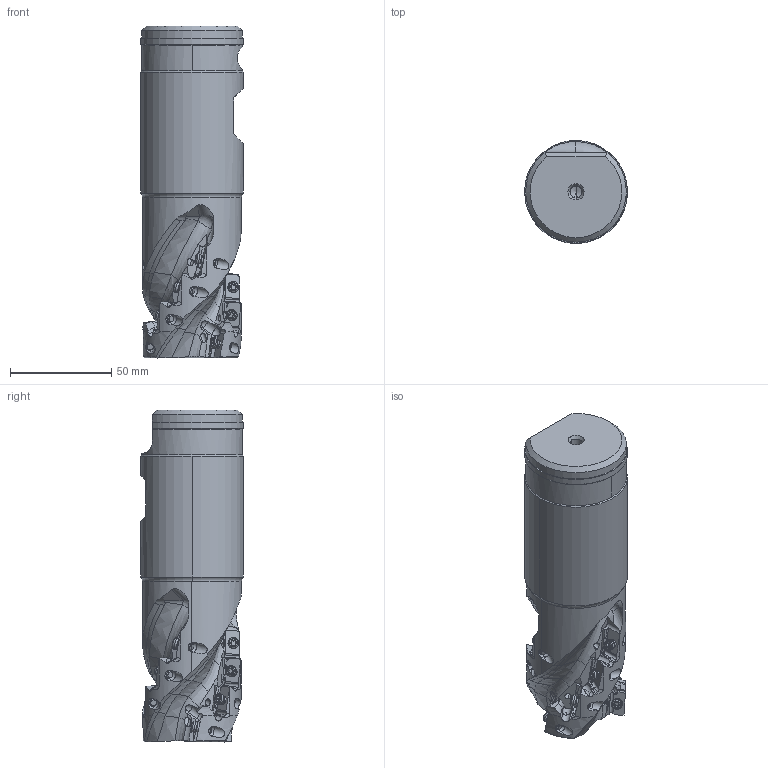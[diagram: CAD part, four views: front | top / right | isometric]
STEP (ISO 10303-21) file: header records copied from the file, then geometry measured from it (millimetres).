
FILE_DESCRIPTION(/* description */ (''),/* implementation_level */ '2;1');
FILE_NAME(/* name */ 'APX4KUR3212WA32S35A.stp',/* time_stamp */ '2021-09-08T11:42:52+09:00',/* author */ (''),/* organization */ (''),/* preprocessor_version */ 'ST-DEVELOPER v16',/* originating_system */ 'SIEMENS PLM Software NX 10.0',/* authorisation */ '');
FILE_SCHEMA (('AUTOMOTIVE_DESIGN { 1 0 10303 214 3 1 1 1 }'));
Products named in the file (1): APX4KUR3212WA32S35A_ASM_9_ASM_1_ASM
Bounding box: 50.8 x 50.8 x 164.1 mm (x, y, z)
Volume: 263858.9 mm3; surface area: 38271.9 mm2
Topology: 13 solids, 13 shells, 1009 faces, 3092 edges, 2135 vertices
Faces by surface type: cylinder 434, plane 341, cone 120, bspline 60, sphere 27, torus 27
Entity records: 50936 total; most frequent: CARTESIAN_POINT 23076, ORIENTED_EDGE 6128, DIRECTION 5534, EDGE_CURVE 3064, AXIS2_PLACEMENT_3D 2252, VERTEX_POINT 2080, CIRCLE 1054, EDGE_LOOP 1050
